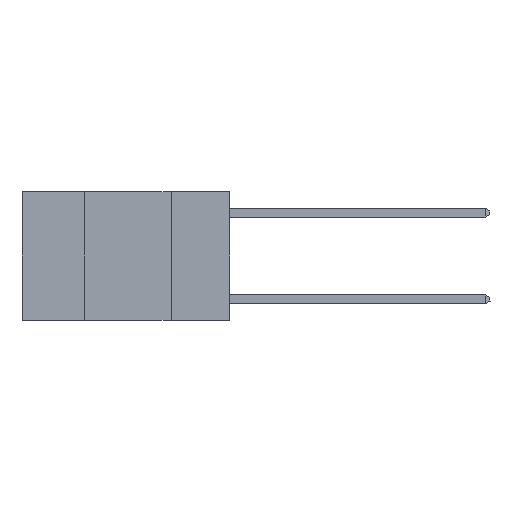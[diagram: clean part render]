
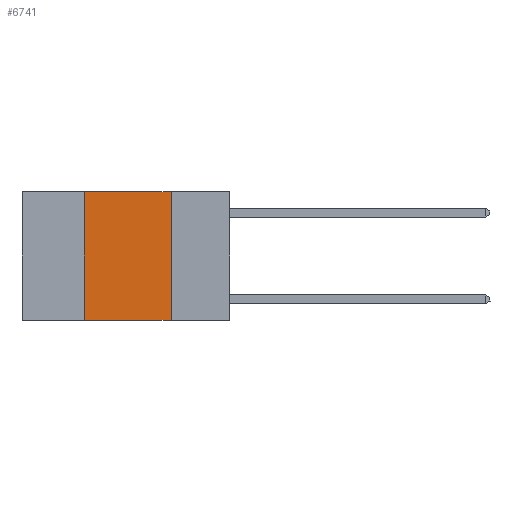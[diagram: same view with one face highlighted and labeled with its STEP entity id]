
A CAD part, left-side view. The second image highlights one B-rep face of the part: STEP entity #6741.
In plain terms, the highlighted planar face has unit normal (-1, 0, 0).
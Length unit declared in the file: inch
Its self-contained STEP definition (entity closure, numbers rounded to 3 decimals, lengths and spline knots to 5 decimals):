
#234 = LINE ( 'NONE', #12521, #9900 ) ;
#357 = ORIENTED_EDGE ( 'NONE', *, *, #13819, .T. ) ;
#377 = AXIS2_PLACEMENT_3D ( 'NONE', #7036, #5823, #14506 ) ;
#1616 = EDGE_CURVE ( 'NONE', #7133, #6090, #8804, .T. ) ;
#2584 = DIRECTION ( 'NONE',  ( 0., 0., 1. ) ) ;
#2797 = CARTESIAN_POINT ( 'NONE',  ( 0., 0.17, 0. ) ) ;
#3039 = LINE ( 'NONE', #4302, #9304 ) ;
#3339 = ORIENTED_EDGE ( 'NONE', *, *, #11079, .F. ) ;
#3859 = CARTESIAN_POINT ( 'NONE',  ( 0., 0.42, -0.37 ) ) ;
#4214 = FACE_OUTER_BOUND ( 'NONE', #10345, .T. ) ;
#4302 = CARTESIAN_POINT ( 'NONE',  ( 0., 0.6, 0. ) ) ;
#5823 = DIRECTION ( 'NONE',  ( 1., 0., 0. ) ) ;
#6090 = VERTEX_POINT ( 'NONE', #9763 ) ;
#6129 = CARTESIAN_POINT ( 'NONE',  ( 0., 0.6, -0.37 ) ) ;
#6741 = ADVANCED_FACE ( 'NONE', ( #4214 ), #13263, .F. ) ;
#7036 = CARTESIAN_POINT ( 'NONE',  ( 0., 0.6, 0. ) ) ;
#7133 = VERTEX_POINT ( 'NONE', #2797 ) ;
#7379 = DIRECTION ( 'NONE',  ( 0., -1., 0. ) ) ;
#8545 = CARTESIAN_POINT ( 'NONE',  ( 0., 0.17, 0. ) ) ;
#8804 = LINE ( 'NONE', #8545, #15381 ) ;
#9304 = VECTOR ( 'NONE', #11716, 39.37008 ) ;
#9763 = CARTESIAN_POINT ( 'NONE',  ( 0., 0.17, -0.37 ) ) ;
#9900 = VECTOR ( 'NONE', #2584, 39.37008 ) ;
#10177 = ORIENTED_EDGE ( 'NONE', *, *, #1616, .F. ) ;
#10345 = EDGE_LOOP ( 'NONE', ( #10177, #3339, #11839, #357 ) ) ;
#10406 = VERTEX_POINT ( 'NONE', #3859 ) ;
#10479 = VERTEX_POINT ( 'NONE', #15133 ) ;
#11079 = EDGE_CURVE ( 'NONE', #10479, #7133, #3039, .T. ) ;
#11524 = EDGE_CURVE ( 'NONE', #10406, #10479, #234, .T. ) ;
#11552 = LINE ( 'NONE', #6129, #14064 ) ;
#11619 = DIRECTION ( 'NONE',  ( 0., 0., -1. ) ) ;
#11716 = DIRECTION ( 'NONE',  ( 0., -1., 0. ) ) ;
#11839 = ORIENTED_EDGE ( 'NONE', *, *, #11524, .F. ) ;
#12521 = CARTESIAN_POINT ( 'NONE',  ( 0., 0.42, 0. ) ) ;
#13263 = PLANE ( 'NONE',  #377 ) ;
#13819 = EDGE_CURVE ( 'NONE', #10406, #6090, #11552, .T. ) ;
#14064 = VECTOR ( 'NONE', #7379, 39.37008 ) ;
#14506 = DIRECTION ( 'NONE',  ( 0., 0., -1. ) ) ;
#15133 = CARTESIAN_POINT ( 'NONE',  ( 0., 0.42, 0. ) ) ;
#15381 = VECTOR ( 'NONE', #11619, 39.37008 ) ;
